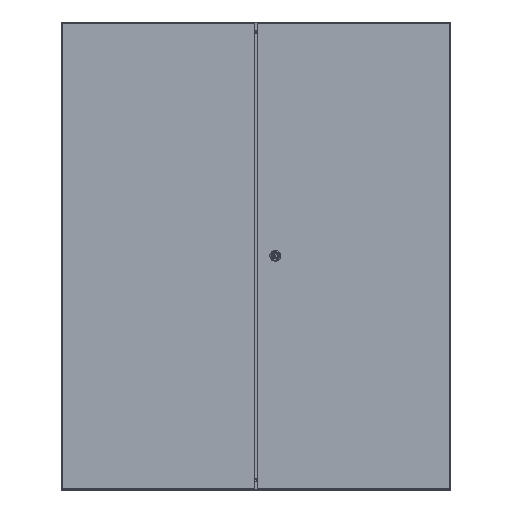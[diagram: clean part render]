
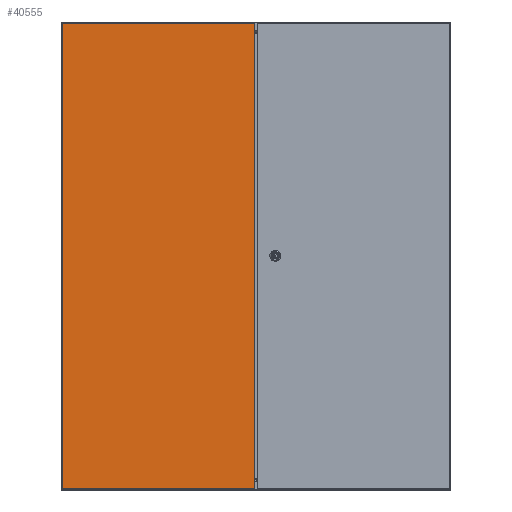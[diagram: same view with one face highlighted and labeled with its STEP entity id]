
A CAD part, top view. The second image highlights one B-rep face of the part: STEP entity #40555.
In plain terms, the highlighted planar face has unit normal (0, 0, 1).
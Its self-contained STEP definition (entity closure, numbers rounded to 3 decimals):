
#572 = VECTOR ( 'NONE', #42804, 1000. ) ;
#1912 = EDGE_CURVE ( 'NONE', #75970, #16505, #61410, .T. ) ;
#3935 = ORIENTED_EDGE ( 'NONE', *, *, #67648, .T. ) ;
#5136 = VERTEX_POINT ( 'NONE', #57487 ) ;
#13420 = EDGE_CURVE ( 'NONE', #26984, #5136, #32935, .T. ) ;
#14460 = EDGE_LOOP ( 'NONE', ( #83381, #3935, #64238, #86083 ) ) ;
#16505 = VERTEX_POINT ( 'NONE', #69201 ) ;
#17433 = DIRECTION ( 'NONE',  ( -1., 0., 0. ) ) ;
#20496 = PLANE ( 'NONE',  #81024 ) ;
#20999 = FACE_OUTER_BOUND ( 'NONE', #14460, .T. ) ;
#24639 = DIRECTION ( 'NONE',  ( 0., -1., 0. ) ) ;
#26984 = VERTEX_POINT ( 'NONE', #73451 ) ;
#27322 = DIRECTION ( 'NONE',  ( 1., 0., 0. ) ) ;
#32935 = LINE ( 'NONE', #85683, #73429 ) ;
#36982 = LINE ( 'NONE', #87828, #572 ) ;
#40555 = ADVANCED_FACE ( 'NONE', ( #20999 ), #20496, .T. ) ;
#42804 = DIRECTION ( 'NONE',  ( 1., 0., 0. ) ) ;
#47349 = CARTESIAN_POINT ( 'NONE',  ( 2.5, 1197., 17.5 ) ) ;
#47954 = DIRECTION ( 'NONE',  ( 0., 1., 0. ) ) ;
#52792 = VECTOR ( 'NONE', #24639, 1000. ) ;
#54238 = LINE ( 'NONE', #83737, #81230 ) ;
#56338 = CARTESIAN_POINT ( 'NONE',  ( 0., 0., 17.5 ) ) ;
#57487 = CARTESIAN_POINT ( 'NONE',  ( 497., 1197., 17.5 ) ) ;
#61410 = LINE ( 'NONE', #90934, #52792 ) ;
#64238 = ORIENTED_EDGE ( 'NONE', *, *, #13420, .T. ) ;
#67648 = EDGE_CURVE ( 'NONE', #16505, #26984, #36982, .T. ) ;
#69201 = CARTESIAN_POINT ( 'NONE',  ( 2.5, 3., 17.5 ) ) ;
#73429 = VECTOR ( 'NONE', #47954, 1000. ) ;
#73451 = CARTESIAN_POINT ( 'NONE',  ( 497., 3., 17.5 ) ) ;
#75970 = VERTEX_POINT ( 'NONE', #47349 ) ;
#79048 = DIRECTION ( 'NONE',  ( 0., 0., 1. ) ) ;
#80232 = EDGE_CURVE ( 'NONE', #5136, #75970, #54238, .T. ) ;
#81024 = AXIS2_PLACEMENT_3D ( 'NONE', #56338, #79048, #27322 ) ;
#81230 = VECTOR ( 'NONE', #17433, 1000. ) ;
#83381 = ORIENTED_EDGE ( 'NONE', *, *, #1912, .T. ) ;
#83737 = CARTESIAN_POINT ( 'NONE',  ( 2.5, 1197., 17.5 ) ) ;
#85683 = CARTESIAN_POINT ( 'NONE',  ( 497., 1197., 17.5 ) ) ;
#86083 = ORIENTED_EDGE ( 'NONE', *, *, #80232, .T. ) ;
#87828 = CARTESIAN_POINT ( 'NONE',  ( 2.5, 3., 17.5 ) ) ;
#90934 = CARTESIAN_POINT ( 'NONE',  ( 2.5, 1197., 17.5 ) ) ;
